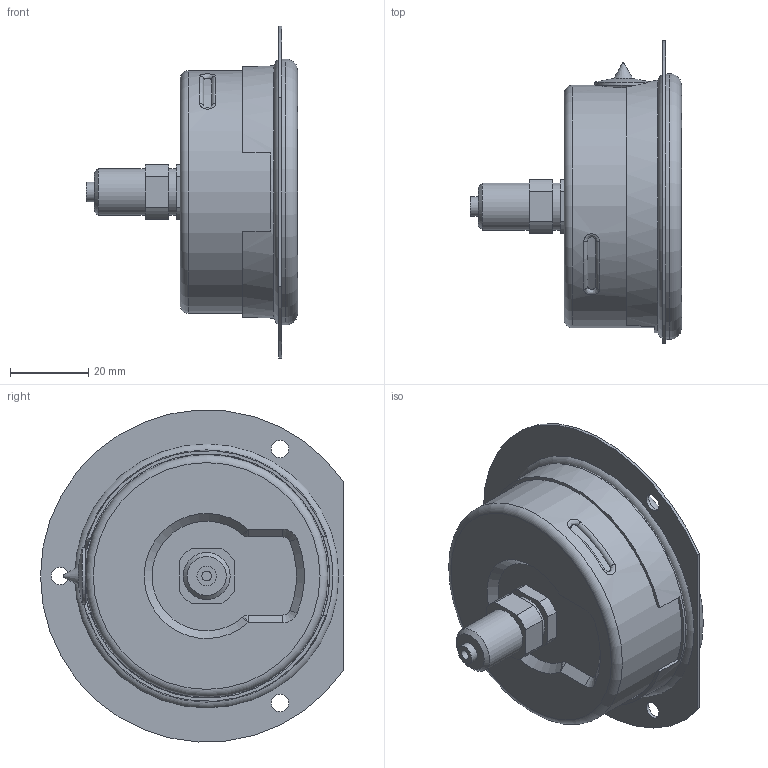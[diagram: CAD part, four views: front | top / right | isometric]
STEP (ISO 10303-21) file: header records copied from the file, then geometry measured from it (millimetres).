
FILE_DESCRIPTION(/* description */ ('ТМ-320ТКП'),/* implementation_level */ '2;1');
FILE_NAME(/* name */ 'ТМ-320ТКП.stp',/* time_stamp */ '2023-03-21T11:16:42+03:00',/* author */ ('Tech'),/* organization */ (''),/* preprocessor_version */ 'ST-DEVELOPER v18.1',/* originating_system */ 'Autodesk Inventor 2021',/* authorisation */ '');
FILE_SCHEMA (('AUTOMOTIVE_DESIGN { 1 0 10303 214 3 1 1 }'));
Length unit declared in the file: millimetre
Products named in the file (1): ТМ-320ТКП
Bounding box: 54 x 77.5 x 84.9 mm (x, y, z)
Volume: 84573.2 mm3; surface area: 23384.9 mm2
Topology: 3 solids, 4 shells, 472 faces, 1178 edges, 791 vertices
Faces by surface type: plane 368, cylinder 53, cone 18, bspline 18, torus 9, sphere 6
Full cylindrical faces by diameter (mm): 0.624 x1, 1.318 x1, 2.5 x1, 2.61 x1, 4.5 x3, 5 x1, 11 x1, 12 x2, 14.5 x2, 60 x1, 62 x1, 68 x1
Entity records: 14444 total; most frequent: CARTESIAN_POINT 3082, ORIENTED_EDGE 2352, DIRECTION 2192, EDGE_CURVE 1176, LINE 932, VECTOR 932, VERTEX_POINT 791, AXIS2_PLACEMENT_3D 630
